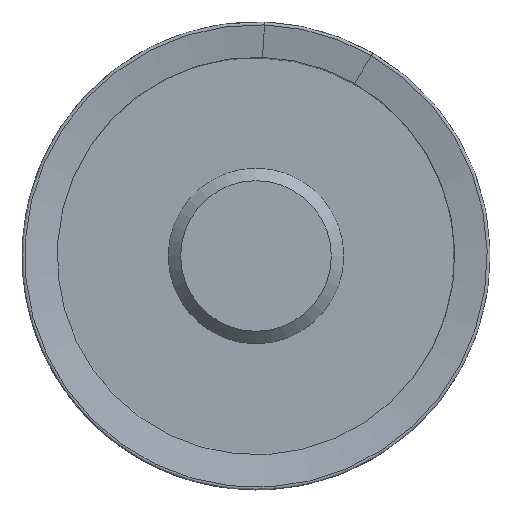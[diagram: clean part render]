
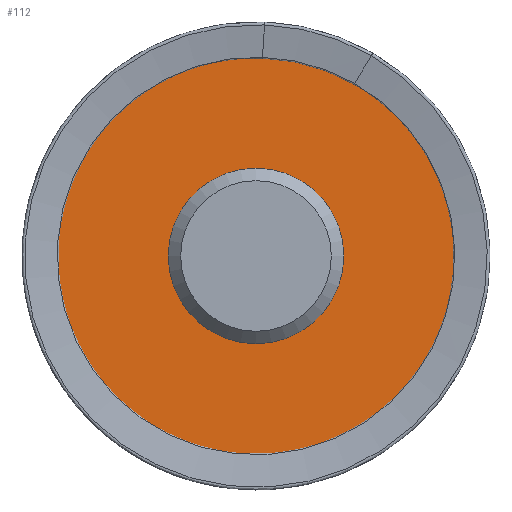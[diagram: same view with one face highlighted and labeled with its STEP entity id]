
A CAD part, left-side view. The second image highlights one B-rep face of the part: STEP entity #112.
In plain terms, the highlighted planar face has unit normal (-1, 0, 0).
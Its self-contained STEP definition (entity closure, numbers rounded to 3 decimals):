
#33=PLANE('',#638);
#47=FACE_BOUND('',#211,.T.);
#48=FACE_BOUND('',#212,.T.);
#112=ADVANCED_FACE('',(#47,#48),#33,.F.);
#211=EDGE_LOOP('',(#391));
#212=EDGE_LOOP('',(#392));
#391=ORIENTED_EDGE('',*,*,#520,.F.);
#392=ORIENTED_EDGE('',*,*,#519,.T.);
#445=VERTEX_POINT('',#1357);
#446=VERTEX_POINT('',#1360);
#519=EDGE_CURVE('',#445,#445,#576,.T.);
#520=EDGE_CURVE('',#446,#446,#577,.T.);
#576=CIRCLE('',#635,69.656);
#577=CIRCLE('',#637,30.);
#635=AXIS2_PLACEMENT_3D('',#1356,#771,#772);
#637=AXIS2_PLACEMENT_3D('',#1359,#775,#776);
#638=AXIS2_PLACEMENT_3D('',#1361,#777,#778);
#771=DIRECTION('',(-1.,0.,0.));
#772=DIRECTION('',(0.,0.,1.));
#775=DIRECTION('',(-1.,0.,0.));
#776=DIRECTION('',(0.,0.,1.));
#777=DIRECTION('',(1.,0.,0.));
#778=DIRECTION('',(0.,0.,-1.));
#1356=CARTESIAN_POINT('',(2.25,0.,0.));
#1357=CARTESIAN_POINT('',(2.25,0.,69.656));
#1359=CARTESIAN_POINT('',(2.25,0.,0.));
#1360=CARTESIAN_POINT('',(2.25,0.,30.));
#1361=CARTESIAN_POINT('',(2.25,30.,0.));
